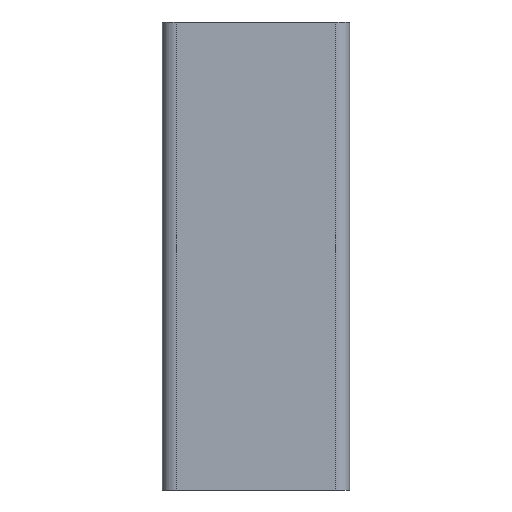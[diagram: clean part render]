
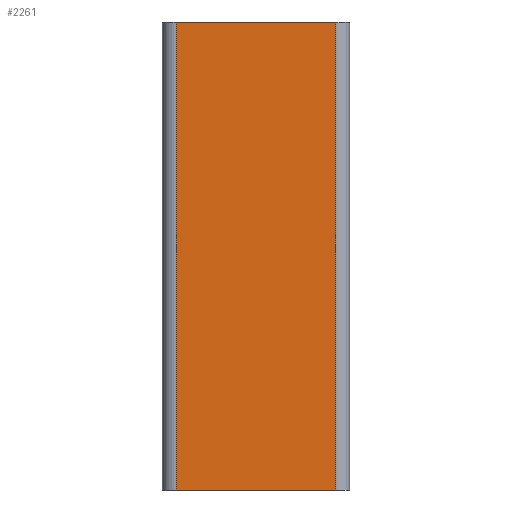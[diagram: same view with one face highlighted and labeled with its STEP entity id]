
A CAD part, front view. The second image highlights one B-rep face of the part: STEP entity #2261.
In plain terms, the highlighted planar face has unit normal (0, -1, 0).
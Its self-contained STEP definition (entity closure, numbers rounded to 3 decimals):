
#161=FACE_OUTER_BOUND('',#278,.T.);
#278=EDGE_LOOP('',(#1875,#1876,#1877,#1878));
#440=LINE('',#3326,#732);
#564=LINE('',#3585,#856);
#565=LINE('',#3587,#857);
#566=LINE('',#3588,#858);
#732=VECTOR('',#2710,10.);
#856=VECTOR('',#2922,10.);
#857=VECTOR('',#2923,10.);
#858=VECTOR('',#2924,10.);
#997=VERTEX_POINT('',#3323);
#998=VERTEX_POINT('',#3325);
#1089=VERTEX_POINT('',#3584);
#1090=VERTEX_POINT('',#3586);
#1257=EDGE_CURVE('',#997,#998,#440,.T.);
#1388=EDGE_CURVE('',#997,#1089,#564,.T.);
#1389=EDGE_CURVE('',#1089,#1090,#565,.T.);
#1390=EDGE_CURVE('',#998,#1090,#566,.T.);
#1875=ORIENTED_EDGE('',*,*,#1257,.F.);
#1876=ORIENTED_EDGE('',*,*,#1388,.T.);
#1877=ORIENTED_EDGE('',*,*,#1389,.T.);
#1878=ORIENTED_EDGE('',*,*,#1390,.F.);
#2159=PLANE('',#2415);
#2261=ADVANCED_FACE('',(#161),#2159,.T.);
#2415=AXIS2_PLACEMENT_3D('',#3583,#2920,#2921);
#2710=DIRECTION('',(-1.,0.,0.));
#2920=DIRECTION('center_axis',(0.,-1.,0.));
#2921=DIRECTION('ref_axis',(1.,0.,0.));
#2922=DIRECTION('',(0.,0.,1.));
#2923=DIRECTION('',(-1.,0.,0.));
#2924=DIRECTION('',(0.,0.,1.));
#3323=CARTESIAN_POINT('',(17.,-20.,0.));
#3325=CARTESIAN_POINT('',(-17.,-20.,0.));
#3326=CARTESIAN_POINT('',(-8.5,-20.,0.));
#3583=CARTESIAN_POINT('Origin',(-17.,-20.,0.));
#3584=CARTESIAN_POINT('',(17.,-20.,100.));
#3585=CARTESIAN_POINT('',(17.,-20.,0.));
#3586=CARTESIAN_POINT('',(-17.,-20.,100.));
#3587=CARTESIAN_POINT('',(-8.5,-20.,100.));
#3588=CARTESIAN_POINT('',(-17.,-20.,0.));
